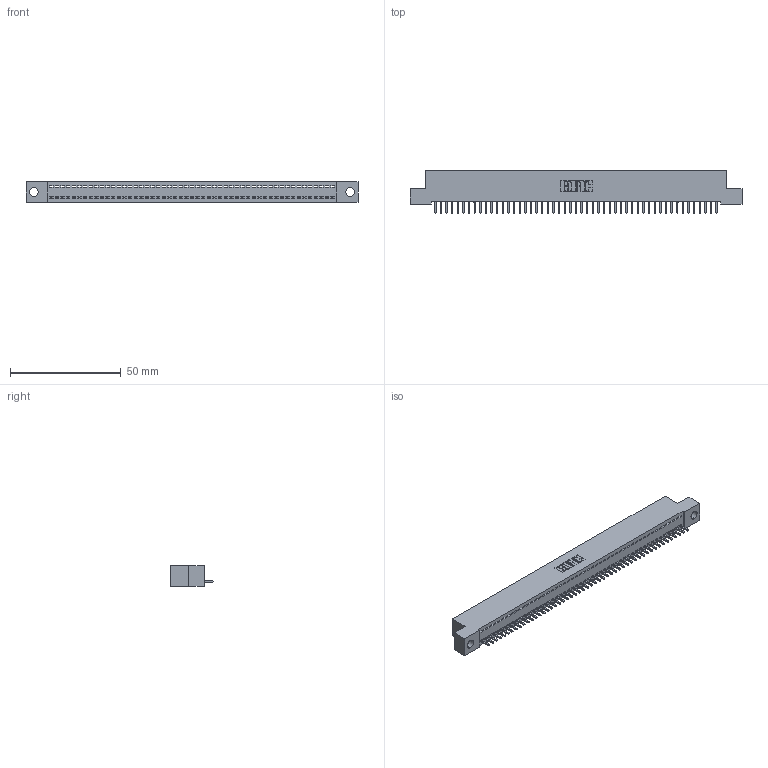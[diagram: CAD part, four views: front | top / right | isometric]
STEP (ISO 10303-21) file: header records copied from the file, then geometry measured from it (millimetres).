
FILE_DESCRIPTION (( 'STEP AP203' ), '1' );
FILE_NAME ('392-051-521-104.STEP', '2019-10-08T11:52:05', ( '' ), ( '' ), 'SwSTEP 2.0', 'SolidWorks 2016', '' );
FILE_SCHEMA (( 'CONFIG_CONTROL_DESIGN' ));
Length unit declared in the file: inch
Products named in the file (3): 342 Part_.156 TH; 345-292-001_345-293-121; 392-051-521-104
Assembly tree (52 placements, depth 2):
  392-051-521-104
    342 Part_.156 TH
    345-292-001_345-293-121  x51
Bounding box: 149.86 x 19.06 x 9.4 mm (x, y, z)
Volume: 12940.8 mm3; surface area: 18432.8 mm2
Topology: 52 solids, 52 shells, 3068 faces, 9275 edges, 6114 vertices
Faces by surface type: plane 2208, cylinder 860
Entity records: 29903 total; most frequent: CARTESIAN_POINT 5163, ORIENTED_EDGE 5150, DIRECTION 4337, EDGE_CURVE 2575, VECTOR 2447, LINE 2447, VERTEX_POINT 1714, AXIS2_PLACEMENT_3D 945
